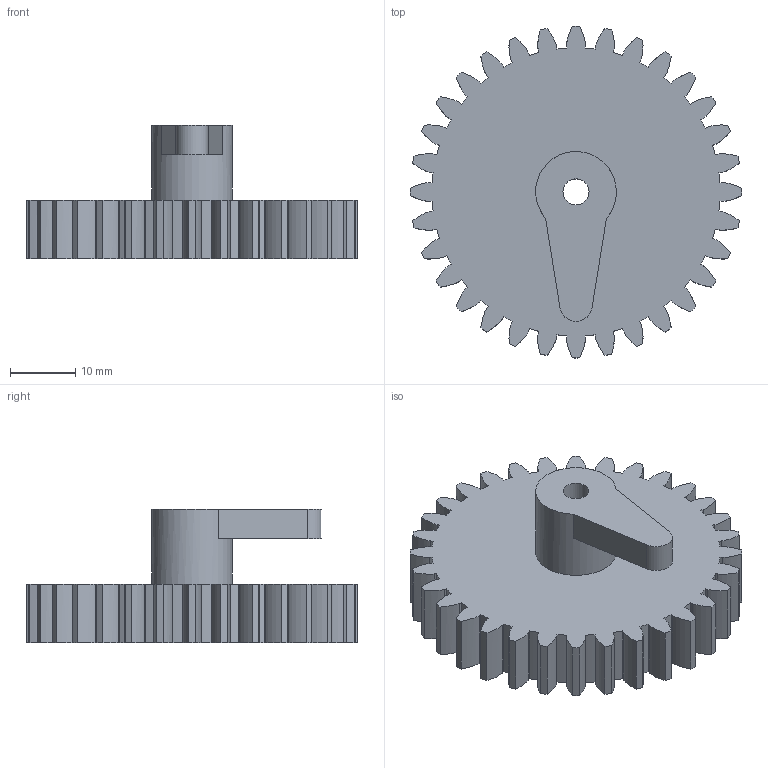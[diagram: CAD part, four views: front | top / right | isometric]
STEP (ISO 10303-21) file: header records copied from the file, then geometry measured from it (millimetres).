
FILE_DESCRIPTION(/* description */ (''),/* implementation_level */ '2;1');
FILE_NAME(/* name */ 'gear1.step',/* time_stamp */ '2025-11-02T19:14:10-03:00',/* author */ (''),/* organization */ (''),/* preprocessor_version */ 'ST-DEVELOPER v20.1',/* originating_system */ 'Autodesk Translation Framework v14.17.0.0',/* authorisation */ '');
FILE_SCHEMA (('AUTOMOTIVE_DESIGN { 1 0 10303 214 3 1 1 }'));
Length unit declared in the file: millimetre
Products named in the file (2): engranajeEslabon1; Spur Gear (32 teeth)
Assembly tree (1 placements, depth 2):
  engranajeEslabon1
    Spur Gear (32 teeth)
Bounding box: 51 x 51 x 20.5 mm (x, y, z)
Volume: 17599.5 mm3; surface area: 7391.5 mm2
Topology: 1 solids, 1 shells, 203 faces, 597 edges, 398 vertices
Faces by surface type: plane 71, cylinder 68, bspline 64
Full cylindrical faces by diameter (mm): 3.4 x1, 4 x1, 12.4 x1
Entity records: 25174 total; most frequent: CARTESIAN_POINT 20209, ORIENTED_EDGE 1194, DIRECTION 891, EDGE_CURVE 597, VERTEX_POINT 398, LINE 331, VECTOR 331, AXIS2_PLACEMENT_3D 280
